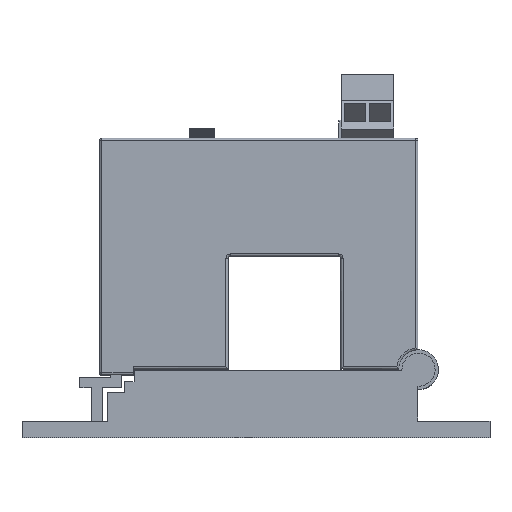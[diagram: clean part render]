
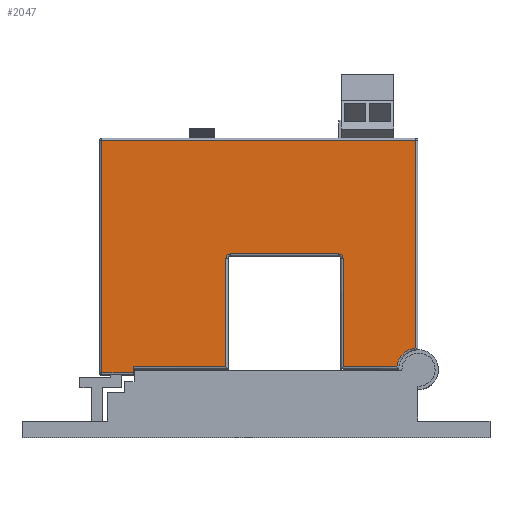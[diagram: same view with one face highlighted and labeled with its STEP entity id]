
A CAD part, top view. The second image highlights one B-rep face of the part: STEP entity #2047.
In plain terms, the highlighted planar face has unit normal (0, 0, 1).
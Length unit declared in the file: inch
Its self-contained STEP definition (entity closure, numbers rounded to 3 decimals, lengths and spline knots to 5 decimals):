
#76 = ORIENTED_EDGE ( 'NONE', *, *, #23583, .F. ) ;
#199 = VERTEX_POINT ( 'NONE', #20172 ) ;
#340 = ORIENTED_EDGE ( 'NONE', *, *, #15337, .T. ) ;
#597 = DIRECTION ( 'NONE',  ( -1., 0., 0. ) ) ;
#877 = DIRECTION ( 'NONE',  ( -1., 0., 0. ) ) ;
#1285 = LINE ( 'NONE', #16112, #20007 ) ;
#1368 = AXIS2_PLACEMENT_3D ( 'NONE', #22670, #17369, #877 ) ;
#1501 = DIRECTION ( 'NONE',  ( 1., 0., 0. ) ) ;
#1701 = VERTEX_POINT ( 'NONE', #21344 ) ;
#1883 = CARTESIAN_POINT ( 'NONE',  ( 2.68936, 2.13728, 3.4705 ) ) ;
#1934 = CARTESIAN_POINT ( 'NONE',  ( 0.53936, 2.13728, 3.4705 ) ) ;
#1951 = ORIENTED_EDGE ( 'NONE', *, *, #11728, .F. ) ;
#2047 = ADVANCED_FACE ( 'NONE', ( #22246 ), #18872, .F. ) ;
#2286 = AXIS2_PLACEMENT_3D ( 'NONE', #11467, #22111, #597 ) ;
#2375 = ORIENTED_EDGE ( 'NONE', *, *, #19433, .T. ) ;
#2937 = CIRCLE ( 'NONE', #14625, 0.03125 ) ;
#2943 = CARTESIAN_POINT ( 'NONE',  ( 2.08874, 2.98928, 3.4705 ) ) ;
#3703 = CIRCLE ( 'NONE', #2286, 0.16562 ) ;
#3776 = EDGE_CURVE ( 'NONE', #10430, #23270, #2937, .T. ) ;
#3887 = CARTESIAN_POINT ( 'NONE',  ( 1.23674, 2.95803, 3.4705 ) ) ;
#3957 = CARTESIAN_POINT ( 'NONE',  ( 2.11999, 2.11665, 3.4705 ) ) ;
#3974 = CARTESIAN_POINT ( 'NONE',  ( 2.68936, 2.13728, 3.4705 ) ) ;
#4105 = VERTEX_POINT ( 'NONE', #3887 ) ;
#4281 = CARTESIAN_POINT ( 'NONE',  ( 1.26799, 2.95803, 3.4705 ) ) ;
#4521 = DIRECTION ( 'NONE',  ( -1., 0., 0. ) ) ;
#4667 = CARTESIAN_POINT ( 'NONE',  ( 2.08874, 2.95803, 3.4705 ) ) ;
#4794 = AXIS2_PLACEMENT_3D ( 'NONE', #4281, #15094, #15022 ) ;
#4926 = VECTOR ( 'NONE', #16706, 39.37008 ) ;
#5015 = VECTOR ( 'NONE', #17016, 39.37008 ) ;
#5304 = ORIENTED_EDGE ( 'NONE', *, *, #5671, .T. ) ;
#5598 = CIRCLE ( 'NONE', #4794, 0.03125 ) ;
#5671 = EDGE_CURVE ( 'NONE', #10430, #14755, #7073, .T. ) ;
#5760 = CARTESIAN_POINT ( 'NONE',  ( 0.29999, 3.84603, 3.4705 ) ) ;
#5830 = VECTOR ( 'NONE', #14081, 39.37008 ) ;
#6384 = CARTESIAN_POINT ( 'NONE',  ( 2.66874, 3.84603, 3.4705 ) ) ;
#6445 = DIRECTION ( 'NONE',  ( 0., 0., 1. ) ) ;
#6924 = ORIENTED_EDGE ( 'NONE', *, *, #7914, .T. ) ;
#6952 = DIRECTION ( 'NONE',  ( 1., 0., 0. ) ) ;
#7073 = LINE ( 'NONE', #3957, #17616 ) ;
#7433 = VERTEX_POINT ( 'NONE', #18203 ) ;
#7914 = EDGE_CURVE ( 'NONE', #8262, #17202, #3703, .T. ) ;
#8262 = VERTEX_POINT ( 'NONE', #22357 ) ;
#8621 = LINE ( 'NONE', #1883, #22038 ) ;
#8802 = EDGE_CURVE ( 'NONE', #7433, #4105, #20703, .T. ) ;
#9007 = EDGE_LOOP ( 'NONE', ( #76, #340, #20759, #1951, #14636, #20014, #5304, #20652, #6924, #9505, #11334, #2375, #15590 ) ) ;
#9252 = LINE ( 'NONE', #19635, #22118 ) ;
#9431 = EDGE_CURVE ( 'NONE', #17202, #22700, #17860, .T. ) ;
#9437 = CARTESIAN_POINT ( 'NONE',  ( 0.53936, 2.13728, 3.4705 ) ) ;
#9505 = ORIENTED_EDGE ( 'NONE', *, *, #9431, .T. ) ;
#10430 = VERTEX_POINT ( 'NONE', #11132 ) ;
#10885 = CARTESIAN_POINT ( 'NONE',  ( 2.11999, 2.13728, 3.4705 ) ) ;
#11132 = CARTESIAN_POINT ( 'NONE',  ( 2.11999, 2.95803, 3.4705 ) ) ;
#11334 = ORIENTED_EDGE ( 'NONE', *, *, #19581, .T. ) ;
#11413 = DIRECTION ( 'NONE',  ( 0., 1., 0. ) ) ;
#11467 = CARTESIAN_POINT ( 'NONE',  ( 2.68936, 2.11665, 3.4705 ) ) ;
#11728 = EDGE_CURVE ( 'NONE', #22437, #4105, #5598, .T. ) ;
#12325 = VERTEX_POINT ( 'NONE', #5760 ) ;
#12647 = LINE ( 'NONE', #3974, #4926 ) ;
#12769 = EDGE_CURVE ( 'NONE', #1701, #199, #1285, .T. ) ;
#12790 = DIRECTION ( 'NONE',  ( 0., -1., 0. ) ) ;
#13018 = VECTOR ( 'NONE', #11413, 39.37008 ) ;
#13139 = CARTESIAN_POINT ( 'NONE',  ( 1.26799, 2.98928, 3.4705 ) ) ;
#13347 = CARTESIAN_POINT ( 'NONE',  ( 1.23674, 2.11665, 3.4705 ) ) ;
#13425 = CARTESIAN_POINT ( 'NONE',  ( 2.66874, 2.28099, 3.4705 ) ) ;
#14081 = DIRECTION ( 'NONE',  ( 0., -1., 0. ) ) ;
#14096 = LINE ( 'NONE', #14394, #5830 ) ;
#14107 = VERTEX_POINT ( 'NONE', #1934 ) ;
#14253 = VECTOR ( 'NONE', #15063, 39.37008 ) ;
#14394 = CARTESIAN_POINT ( 'NONE',  ( 0.29999, 2.11665, 3.4705 ) ) ;
#14625 = AXIS2_PLACEMENT_3D ( 'NONE', #4667, #6445, #4521 ) ;
#14636 = ORIENTED_EDGE ( 'NONE', *, *, #19150, .T. ) ;
#14755 = VERTEX_POINT ( 'NONE', #10885 ) ;
#15022 = DIRECTION ( 'NONE',  ( -1., 0., 0. ) ) ;
#15063 = DIRECTION ( 'NONE',  ( 0., -1., 0. ) ) ;
#15094 = DIRECTION ( 'NONE',  ( 0., 0., 1. ) ) ;
#15337 = EDGE_CURVE ( 'NONE', #14107, #7433, #8621, .T. ) ;
#15590 = ORIENTED_EDGE ( 'NONE', *, *, #12769, .T. ) ;
#16112 = CARTESIAN_POINT ( 'NONE',  ( 2.68936, 2.09228, 3.4705 ) ) ;
#16624 = DIRECTION ( 'NONE',  ( -1., 0., 0. ) ) ;
#16706 = DIRECTION ( 'NONE',  ( 1., 0., 0. ) ) ;
#16980 = VECTOR ( 'NONE', #6952, 39.37008 ) ;
#17016 = DIRECTION ( 'NONE',  ( 0., 1., 0. ) ) ;
#17202 = VERTEX_POINT ( 'NONE', #13425 ) ;
#17369 = DIRECTION ( 'NONE',  ( 0., 0., -1. ) ) ;
#17616 = VECTOR ( 'NONE', #12790, 39.37008 ) ;
#17860 = LINE ( 'NONE', #22364, #13018 ) ;
#18203 = CARTESIAN_POINT ( 'NONE',  ( 1.23674, 2.13728, 3.4705 ) ) ;
#18872 = PLANE ( 'NONE',  #1368 ) ;
#19150 = EDGE_CURVE ( 'NONE', #22437, #23270, #21862, .T. ) ;
#19433 = EDGE_CURVE ( 'NONE', #12325, #1701, #14096, .T. ) ;
#19564 = CARTESIAN_POINT ( 'NONE',  ( 2.68936, 2.98928, 3.4705 ) ) ;
#19581 = EDGE_CURVE ( 'NONE', #22700, #12325, #9252, .T. ) ;
#19635 = CARTESIAN_POINT ( 'NONE',  ( 2.68936, 3.84603, 3.4705 ) ) ;
#20007 = VECTOR ( 'NONE', #1501, 39.37008 ) ;
#20014 = ORIENTED_EDGE ( 'NONE', *, *, #3776, .F. ) ;
#20172 = CARTESIAN_POINT ( 'NONE',  ( 0.53936, 2.09228, 3.4705 ) ) ;
#20524 = LINE ( 'NONE', #9437, #14253 ) ;
#20652 = ORIENTED_EDGE ( 'NONE', *, *, #21545, .T. ) ;
#20703 = LINE ( 'NONE', #13347, #5015 ) ;
#20759 = ORIENTED_EDGE ( 'NONE', *, *, #8802, .T. ) ;
#21344 = CARTESIAN_POINT ( 'NONE',  ( 0.29999, 2.09228, 3.4705 ) ) ;
#21545 = EDGE_CURVE ( 'NONE', #14755, #8262, #12647, .T. ) ;
#21698 = DIRECTION ( 'NONE',  ( 1., 0., 0. ) ) ;
#21862 = LINE ( 'NONE', #19564, #16980 ) ;
#22038 = VECTOR ( 'NONE', #21698, 39.37008 ) ;
#22111 = DIRECTION ( 'NONE',  ( 0., 0., -1. ) ) ;
#22118 = VECTOR ( 'NONE', #16624, 39.37008 ) ;
#22246 = FACE_OUTER_BOUND ( 'NONE', #9007, .T. ) ;
#22357 = CARTESIAN_POINT ( 'NONE',  ( 2.52503, 2.13728, 3.4705 ) ) ;
#22364 = CARTESIAN_POINT ( 'NONE',  ( 2.66874, 2.11665, 3.4705 ) ) ;
#22437 = VERTEX_POINT ( 'NONE', #13139 ) ;
#22670 = CARTESIAN_POINT ( 'NONE',  ( 2.68936, 2.11665, 3.4705 ) ) ;
#22700 = VERTEX_POINT ( 'NONE', #6384 ) ;
#23270 = VERTEX_POINT ( 'NONE', #2943 ) ;
#23583 = EDGE_CURVE ( 'NONE', #14107, #199, #20524, .T. ) ;
